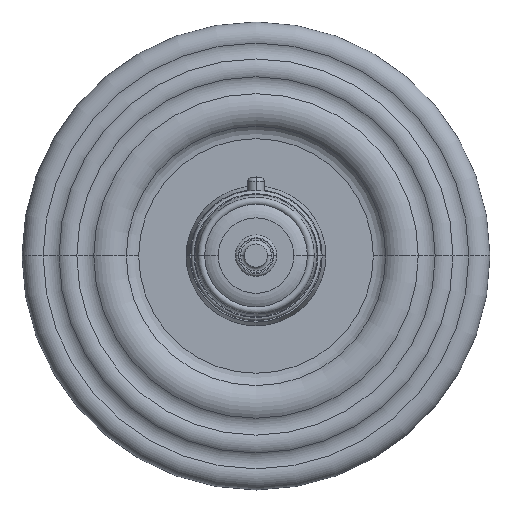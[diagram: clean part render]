
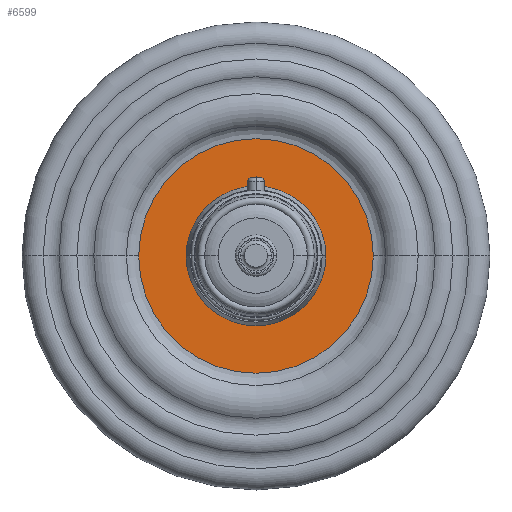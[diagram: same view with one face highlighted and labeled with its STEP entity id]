
A CAD part, top view. The second image highlights one B-rep face of the part: STEP entity #6599.
In plain terms, the highlighted planar face has unit normal (0, 0, 1).
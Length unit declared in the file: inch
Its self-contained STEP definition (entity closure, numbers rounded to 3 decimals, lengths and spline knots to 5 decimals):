
#120=CARTESIAN_POINT('',(0.,0.,0.31244));
#121=DIRECTION('',(0.,0.,-1.));
#122=DIRECTION('',(1.,0.,0.));
#123=AXIS2_PLACEMENT_3D('',#120,#121,#122);
#130=CARTESIAN_POINT('',(0.,0.,0.31244));
#131=DIRECTION('',(0.,0.,-1.));
#132=DIRECTION('',(-1.,0.,0.));
#133=AXIS2_PLACEMENT_3D('',#130,#131,#132);
#135=CARTESIAN_POINT('',(0.,0.,0.31244));
#136=DIRECTION('',(0.,0.,-1.));
#137=DIRECTION('',(1.,0.,0.));
#138=AXIS2_PLACEMENT_3D('',#135,#136,#137);
#140=CARTESIAN_POINT('',(0.,0.,0.31244));
#141=DIRECTION('',(0.,0.,1.));
#142=DIRECTION('',(1.,0.,0.));
#143=AXIS2_PLACEMENT_3D('',#140,#141,#142);
#5362=CARTESIAN_POINT('',(1.87952,0.,0.31244));
#5363=CARTESIAN_POINT('',(-1.87952,0.,0.31244));
#5364=VERTEX_POINT('',#5362);
#5365=VERTEX_POINT('',#5363);
#5370=CARTESIAN_POINT('',(-1.12,0.,0.31244));
#5371=CARTESIAN_POINT('',(1.12,0.,0.31244));
#5372=VERTEX_POINT('',#5370);
#5373=VERTEX_POINT('',#5371);
#6583=CARTESIAN_POINT('',(0.,0.,0.31244));
#6584=DIRECTION('',(0.,0.,-1.));
#6585=DIRECTION('',(-1.,0.,0.));
#6586=AXIS2_PLACEMENT_3D('',#6583,#6584,#6585);
#6587=PLANE('',#6586);
#6588=ORIENTED_EDGE('',*,*,#6573,.T.);
#6590=ORIENTED_EDGE('',*,*,#6589,.F.);
#6591=EDGE_LOOP('',(#6588,#6590));
#6592=FACE_OUTER_BOUND('',#6591,.F.);
#6594=ORIENTED_EDGE('',*,*,#6593,.F.);
#6596=ORIENTED_EDGE('',*,*,#6595,.F.);
#6597=EDGE_LOOP('',(#6594,#6596));
#6598=FACE_BOUND('',#6597,.F.);
#6599=ADVANCED_FACE('',(#6592,#6598),#6587,.F.);
#124=CIRCLE('',#123,1.87952);
#134=CIRCLE('',#133,1.12);
#139=CIRCLE('',#138,1.12);
#144=CIRCLE('',#143,1.87952);
#6573=EDGE_CURVE('',#5364,#5365,#124,.T.);
#6589=EDGE_CURVE('',#5364,#5365,#144,.T.);
#6593=EDGE_CURVE('',#5372,#5373,#134,.T.);
#6595=EDGE_CURVE('',#5373,#5372,#139,.T.);
